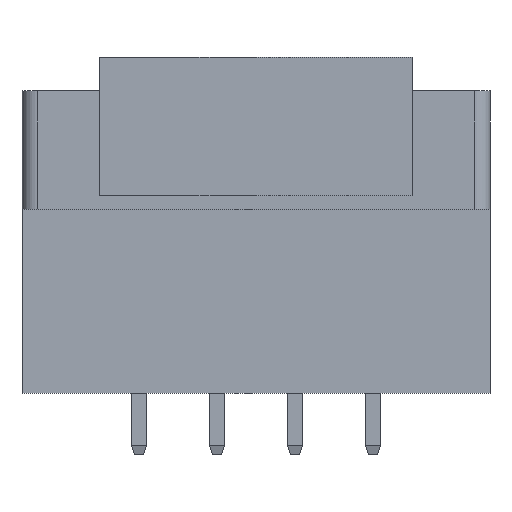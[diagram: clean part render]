
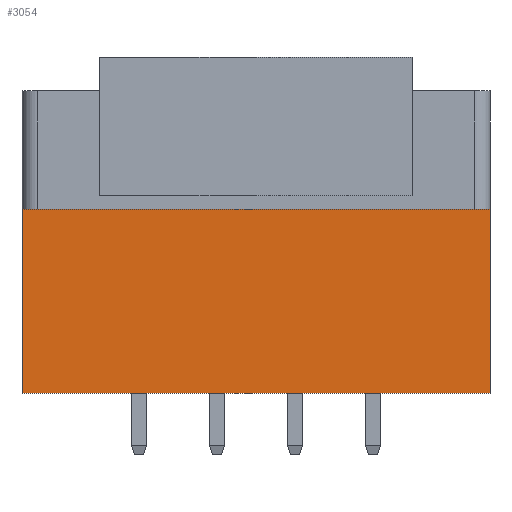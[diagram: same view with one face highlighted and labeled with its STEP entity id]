
A CAD part, front view. The second image highlights one B-rep face of the part: STEP entity #3054.
In plain terms, the highlighted planar face has unit normal (0, -1, 0).
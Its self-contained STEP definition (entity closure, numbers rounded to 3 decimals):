
#1236 = VERTEX_POINT('',#1237);
#1237 = CARTESIAN_POINT('',(-7.62,-3.8,0.));
#1283 = VERTEX_POINT('',#1284);
#1284 = CARTESIAN_POINT('',(-7.62,-3.8,12.));
#1290 = EDGE_CURVE('',#1236,#1283,#1291,.T.);
#1291 = LINE('',#1292,#1293);
#1292 = CARTESIAN_POINT('',(-7.62,-3.8,0.));
#1293 = VECTOR('',#1294,1.);
#1294 = DIRECTION('',(0.,0.,1.));
#1907 = VERTEX_POINT('',#1908);
#1908 = CARTESIAN_POINT('',(22.86,-3.8,0.));
#1947 = VERTEX_POINT('',#1948);
#1948 = CARTESIAN_POINT('',(22.86,-3.8,12.));
#1954 = EDGE_CURVE('',#1907,#1947,#1955,.T.);
#1955 = LINE('',#1956,#1957);
#1956 = CARTESIAN_POINT('',(22.86,-3.8,0.));
#1957 = VECTOR('',#1958,1.);
#1958 = DIRECTION('',(0.,0.,1.));
#2743 = EDGE_CURVE('',#1283,#1947,#2744,.T.);
#2744 = LINE('',#2745,#2746);
#2745 = CARTESIAN_POINT('',(-7.62,-3.8,12.));
#2746 = VECTOR('',#2747,1.);
#2747 = DIRECTION('',(1.,0.,0.));
#2890 = EDGE_CURVE('',#1236,#1907,#2891,.T.);
#2891 = LINE('',#2892,#2893);
#2892 = CARTESIAN_POINT('',(-7.62,-3.8,0.));
#2893 = VECTOR('',#2894,1.);
#2894 = DIRECTION('',(1.,0.,0.));
#3054 = ADVANCED_FACE('',(#3055),#3061,.T.);
#3055 = FACE_BOUND('',#3056,.T.);
#3056 = EDGE_LOOP('',(#3057,#3058,#3059,#3060));
#3057 = ORIENTED_EDGE('',*,*,#2890,.T.);
#3058 = ORIENTED_EDGE('',*,*,#1954,.T.);
#3059 = ORIENTED_EDGE('',*,*,#2743,.F.);
#3060 = ORIENTED_EDGE('',*,*,#1290,.F.);
#3061 = PLANE('',#3062);
#3062 = AXIS2_PLACEMENT_3D('',#3063,#3064,#3065);
#3063 = CARTESIAN_POINT('',(-7.62,-3.8,0.));
#3064 = DIRECTION('',(0.,-1.,0.));
#3065 = DIRECTION('',(0.,0.,1.));
